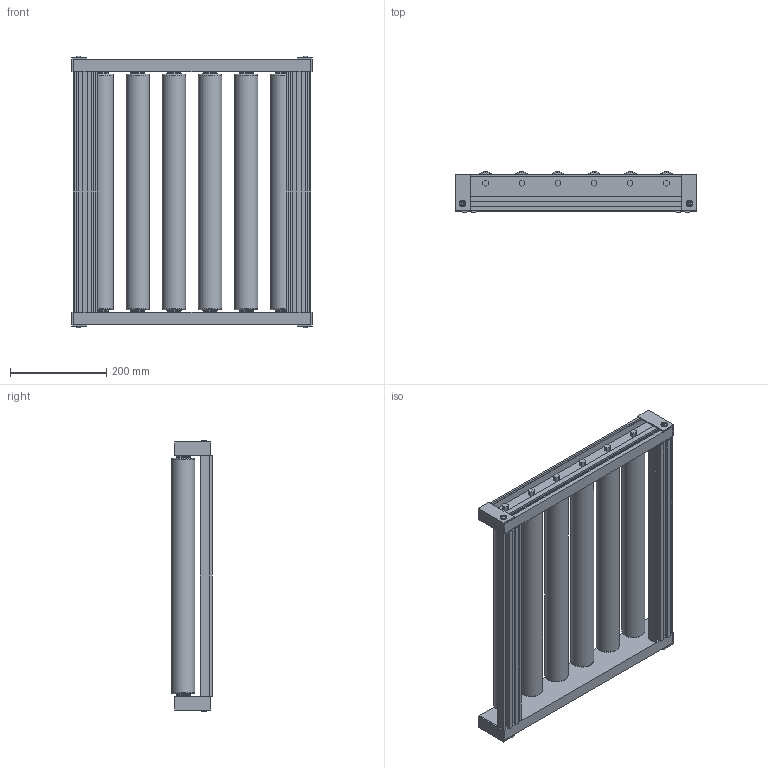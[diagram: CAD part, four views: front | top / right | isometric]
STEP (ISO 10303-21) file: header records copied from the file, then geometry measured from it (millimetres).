
FILE_DESCRIPTION(/* description */ ('RBS-P Gravity Roller Conveyor'),/* implementation_level */ '2;1');
FILE_NAME(/* name */ 'export.stp',/* time_stamp */ '2023-04-08T18:23:50+00:00',/* author */ ('wpeters'),/* organization */ (''),/* preprocessor_version */ 'ST-DEVELOPER v18.1',/* originating_system */ 'Autodesk Inventor 2022',/* authorisation */ '');
FILE_SCHEMA (('AUTOMOTIVE_DESIGN { 1 0 10303 214 3 1 1 }'));
Length unit declared in the file: millimetre
Products named in the file (4): RBS-P; RBS-P 2065 Frame; RBS-P Roller; RBS-P Roller_1
Assembly tree (8 placements, depth 3):
  RBS-P
    RBS-P 2065 Frame
    RBS-P Roller
      RBS-P Roller_1  x6
Bounding box: 500 x 84.13 x 562.95 mm (x, y, z)
Volume: 7029320.6 mm3; surface area: 1242207.3 mm2
Topology: 21 solids, 21 shells, 386 faces, 994 edges, 652 vertices
Faces by surface type: plane 324, torus 40, cylinder 22
Full cylindrical faces by diameter (mm): 13.6 x4, 28.55 x12, 48.26 x6
Entity records: 8950 total; most frequent: CARTESIAN_POINT 1564, ORIENTED_EDGE 1538, DIRECTION 1399, EDGE_CURVE 769, LINE 725, VECTOR 725, VERTEX_POINT 502, AXIS2_PLACEMENT_3D 337
